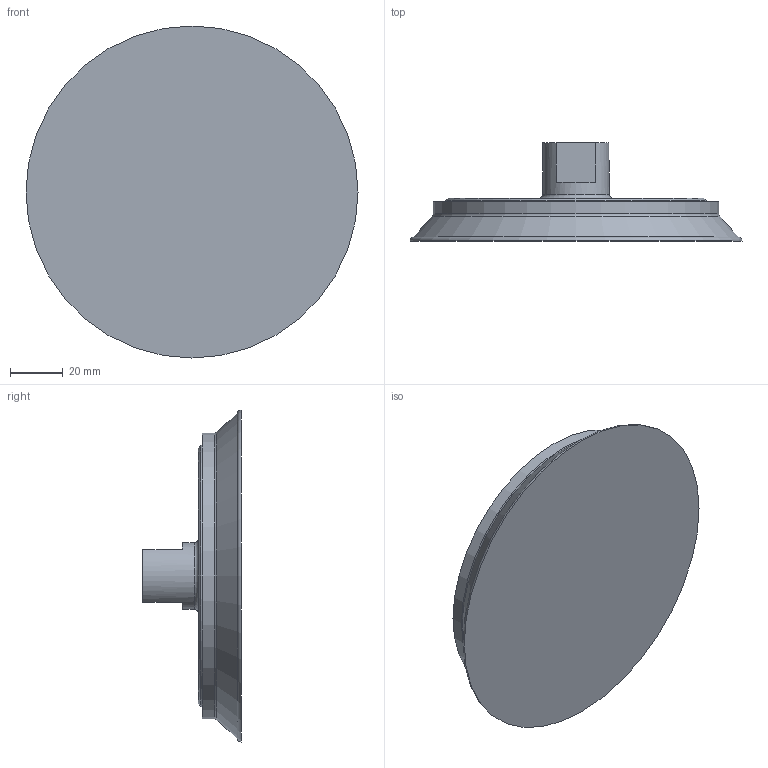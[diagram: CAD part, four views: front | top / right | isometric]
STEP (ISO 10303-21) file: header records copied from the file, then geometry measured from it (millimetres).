
FILE_DESCRIPTION(/* description */ (''),/* implementation_level */ '2;1');
FILE_NAME(/* name */ 'vz123sb.stp',/* time_stamp */ '2020-11-12T12:25:03+01:00',/* author */ ('enginyeria'),/* organization */ (''),/* preprocessor_version */ 'ST-DEVELOPER v17.2',/* originating_system */ 'Autodesk Inventor 2019',/* authorisation */ '');
FILE_SCHEMA (('CONFIG_CONTROL_DESIGN'));
Length unit declared in the file: millimetre
Products named in the file (1): vz123sb
Bounding box: 125.47 x 37.2 x 125.47 mm (x, y, z)
Volume: 170052.9 mm3; surface area: 30269.4 mm2
Topology: 1 solids, 1 shells, 19 faces, 52 edges, 38 vertices
Faces by surface type: plane 9, cylinder 4, cone 3, torus 3
Full cylindrical faces by diameter (mm): 11.445 x1, 25 x1, 98.7 x1, 108 x1
Entity records: 712 total; most frequent: DIRECTION 129, CARTESIAN_POINT 110, ORIENTED_EDGE 104, AXIS2_PLACEMENT_3D 57, EDGE_CURVE 52, VERTEX_POINT 38, CIRCLE 37, EDGE_LOOP 22
